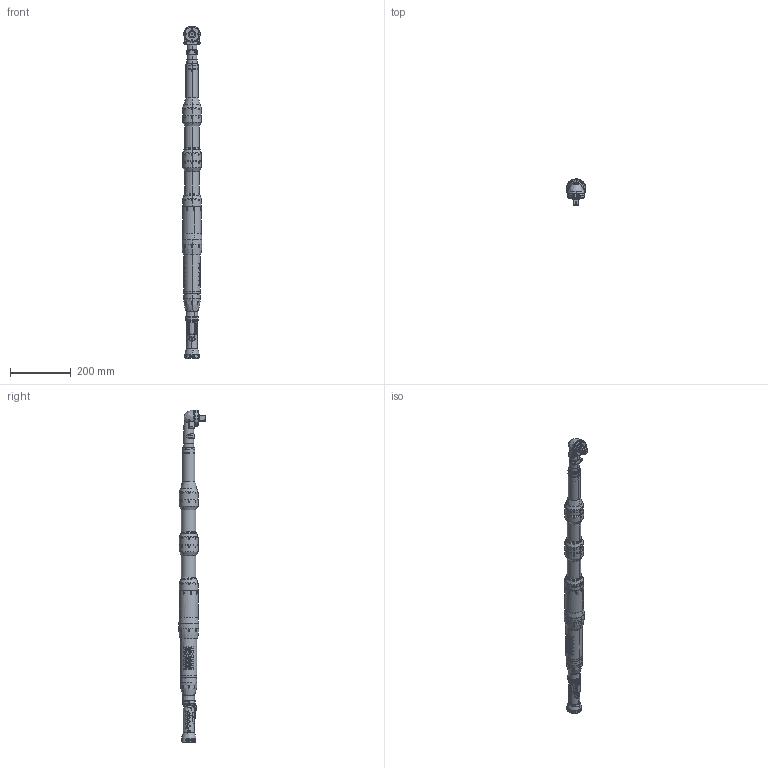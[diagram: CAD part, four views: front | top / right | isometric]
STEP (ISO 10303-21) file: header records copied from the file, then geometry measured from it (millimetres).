
FILE_DESCRIPTION((''),'2;1');
FILE_NAME('8433208197_ASM','2020-12-22T14:35:49',('Toocsr'),(''),'CREO PARAMETRIC BY PTC INC, 2020281','CREO PARAMETRIC BY PTC INC, 2020281','');
FILE_SCHEMA(('CONFIG_CONTROL_DESIGN','GEOMETRIC_VALIDATION_PROPERTIES_MIM'));
Products named in the file (48): 4220232200; 4220230300; 4220502200; 4220247180_ASM; 4220247382_ASM; 4220502203; 4220247384_ASM; 4220247383_ASM; 4220247381_ASM; 4220230086_ASM; 4220232310; 4220232380_ASM; 4220232603; 4220261601; 4220125604; 4220232683_ASM; 4220232402; 4220232100; 4224230103_ASM; 4220340205; 4220340200; 4220362180_ASM; 4220357000; 4220237108; 4220357080_ASM; 4220362181_ASM; 4211524400_SPEC3; 4220432282_ASM; 4224210900_ASM; 4220334006; 4220337106; 4224223500_ASM; 4220348900; 8433208226_ASM; 4220158502; 4220110800; 4220158580_ASM; 4220521201; 4220521280_ASM; 4220361600 ...
Assembly tree (53 placements, depth 6):
  8433208197_ASM
    8433208226_ASM
      4224230103_ASM
        4220232200
        4220230086_ASM
          4220230300
          4220247180_ASM
            4220502200
          4220247382_ASM
            4220502200
          4220247384_ASM
            4220502203
          4220247383_ASM
            4220502203
          4220247381_ASM
            4220502203
        4220232380_ASM
          4220232310
        4220232683_ASM
          4220232603
          4220261601
          4220125604  x2
        4220232402
        4220232100
      4220340205
      4224210900_ASM
        4220362181_ASM
          4220362180_ASM
            4220340200
          4220357080_ASM
            4220357000
            4220237108
        4220432282_ASM
          4211524400_SPEC3
      4224223500_ASM
        4220334006
        4220337106
      4220348900
    4220158580_ASM  x2
      4220158502
      4220110800
    4220521280_ASM
      4220521201
    4224251800_ASM
      4220361600
      4220361660_ASM
        4220362635
      4090037300
      4220361601
      4220361602
    4220110800
    4220269400
Bounding box: 66 x 87.7 x 1096.28 mm (x, y, z)
Volume: 964963.8 mm3; surface area: 568092.9 mm2
Topology: 34 solids, 35 shells, 5787 faces, 14934 edges, 9622 vertices
Faces by surface type: plane 2343, cylinder 1213, bspline 1126, cone 549, extrusion 278, torus 249, revolution 17, sphere 12
Entity records: 268382 total; most frequent: CARTESIAN_POINT 103326, ORIENTED_EDGE 27206, DIRECTION 19998, PRESENTATION_STYLE_ASSIGNMENT 13710, STYLED_ITEM 13674, EDGE_CURVE 13603, CURVE_STYLE 12977, VERTEX_POINT 8808
